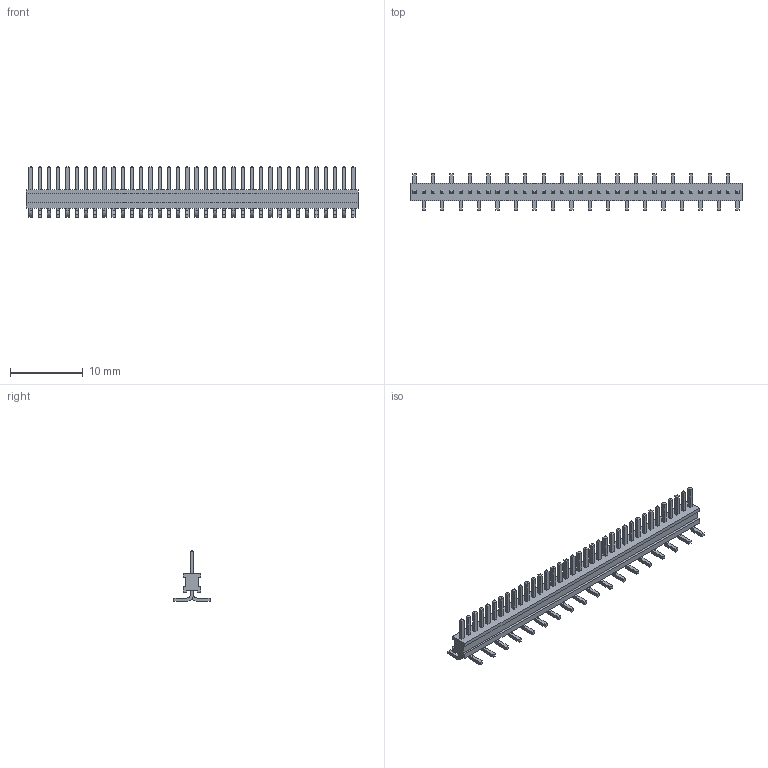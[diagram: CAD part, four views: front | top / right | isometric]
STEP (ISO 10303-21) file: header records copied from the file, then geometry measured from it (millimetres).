
FILE_DESCRIPTION(('FreeCAD Model'),'2;1');
FILE_NAME('Open CASCADE Shape Model','2025-01-14T20:26:20',(''),(''), 'Open CASCADE STEP processor 7.8','FreeCAD','Unknown');
FILE_SCHEMA(('AUTOMOTIVE_DESIGN { 1 0 10303 214 1 1 1 1 }'));
Length unit declared in the file: millimetre
Products named in the file (4): FTR-136-03-L-S; FTR-136-03-L-S_body; FTR-136-03-L-S_pins; FTR-136-03-L-S2PNS
Assembly tree (3 placements, depth 2):
  FTR-136-03-L-S
    FTR-136-03-L-S_body
    FTR-136-03-L-S_pins
    FTR-136-03-L-S2PNS
Bounding box: 45.72 x 4.98 x 6.99 mm (x, y, z)
Volume: 305 mm3; surface area: 1481.2 mm2
Topology: 3 solids, 3 shells, 818 faces, 2088 edges, 1344 vertices
Faces by surface type: plane 746, cylinder 72
Entity records: 24381 total; most frequent: CARTESIAN_POINT 4254, ORIENTED_EDGE 4176, DIRECTION 3876, EDGE_CURVE 2088, LINE 1944, VECTOR 1944, VERTEX_POINT 1344, AXIS2_PLACEMENT_3D 966
